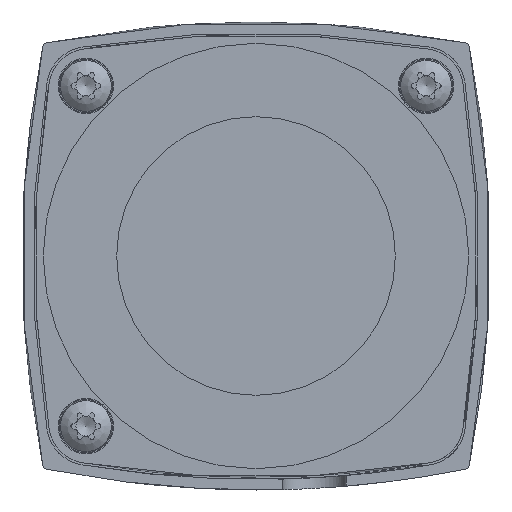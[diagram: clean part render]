
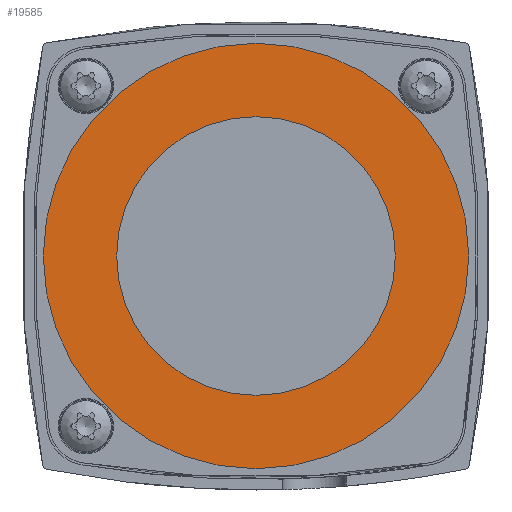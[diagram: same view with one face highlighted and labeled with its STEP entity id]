
A CAD part, front view. The second image highlights one B-rep face of the part: STEP entity #19585.
In plain terms, the highlighted planar face has unit normal (0, -1, 0).
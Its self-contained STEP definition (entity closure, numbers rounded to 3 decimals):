
#108=PLANE($,#20675);
#720=FACE_BOUND($,#5450,.T.);
#4404=FACE_OUTER_BOUND($,#5449,.T.);
#5449=EDGE_LOOP($,(#12452));
#5450=EDGE_LOOP($,(#12453));
#6664=CIRCLE($,#20645,20.);
#6678=CIRCLE($,#20674,13.1);
#7642=VERTEX_POINT($,#28255);
#7656=VERTEX_POINT($,#28298);
#9543=EDGE_CURVE($,#7642,#7642,#6664,.T.);
#9557=EDGE_CURVE($,#7656,#7656,#6678,.T.);
#12452=ORIENTED_EDGE($,*,*,#9543,.F.);
#12453=ORIENTED_EDGE($,*,*,#9557,.T.);
#19585=ADVANCED_FACE($,(#4404,#720),#108,.T.);
#20645=AXIS2_PLACEMENT_3D($,#28256,#22663,#22664);
#20674=AXIS2_PLACEMENT_3D($,#28299,#22721,#22722);
#20675=AXIS2_PLACEMENT_3D($,#28300,#22723,#22724);
#22663=DIRECTION('center_axis',(0.,1.,0.));
#22664=DIRECTION('ref_axis',(0.,0.,
1.));
#22721=DIRECTION('center_axis',(0.,1.,0.));
#22722=DIRECTION('ref_axis',(0.,0.,
1.));
#22723=DIRECTION('center_axis',(0.,-1.,0.));
#22724=DIRECTION('ref_axis',(1.,0.,0.));
#28255=CARTESIAN_POINT('',(0.,-10.,20.));
#28256=CARTESIAN_POINT('Origin',(0.,-10.,0.));
#28298=CARTESIAN_POINT('',(0.,-10.,13.1));
#28299=CARTESIAN_POINT('Origin',(0.,-10.,0.));
#28300=CARTESIAN_POINT('Origin',(0.,-10.,
16.55));
